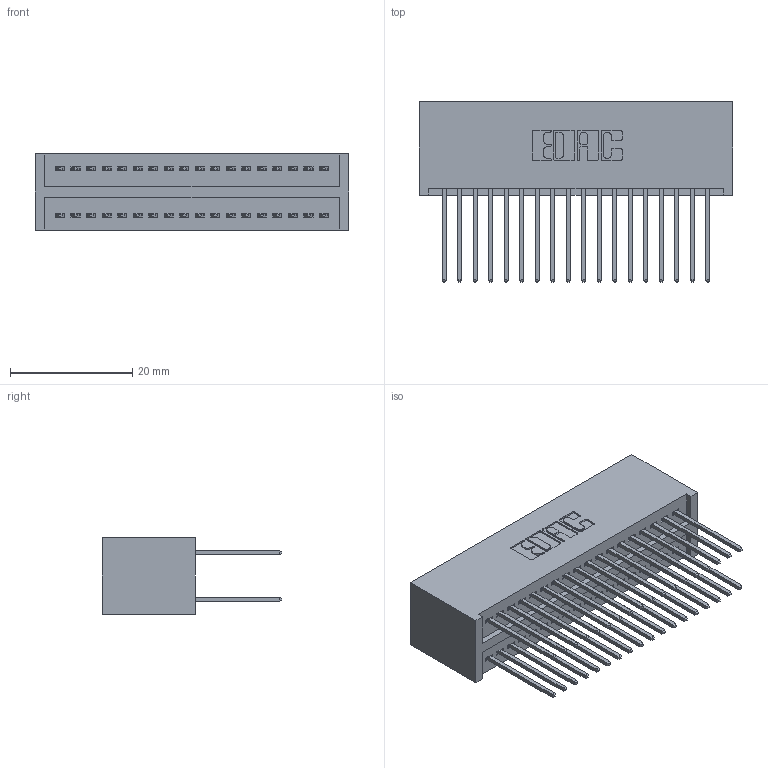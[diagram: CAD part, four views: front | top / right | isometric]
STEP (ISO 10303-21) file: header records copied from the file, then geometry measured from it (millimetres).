
FILE_DESCRIPTION (( 'STEP AP203' ), '1' );
FILE_NAME ('325-036-540-201.STEP', '2020-02-24T20:36:23', ( '' ), ( '' ), 'SwSTEP 2.0', 'SolidWorks 2016', '' );
FILE_SCHEMA (( 'CONFIG_CONTROL_DESIGN' ));
Length unit declared in the file: inch
Products named in the file (3): 325-036-540-201; 325 Part_Lugless; 325-292-001_325-293-140
Assembly tree (37 placements, depth 2):
  325-036-540-201
    325 Part_Lugless
    325-292-001_325-293-140  x36
Bounding box: 51.36 x 29.46 x 12.45 mm (x, y, z)
Volume: 7157.5 mm3; surface area: 9404.8 mm2
Topology: 37 solids, 37 shells, 1978 faces, 5867 edges, 3862 vertices
Faces by surface type: plane 1362, cylinder 616
Entity records: 14425 total; most frequent: CARTESIAN_POINT 2418, ORIENTED_EDGE 2354, DIRECTION 2101, EDGE_CURVE 1177, VECTOR 1057, LINE 1057, VERTEX_POINT 782, AXIS2_PLACEMENT_3D 522
